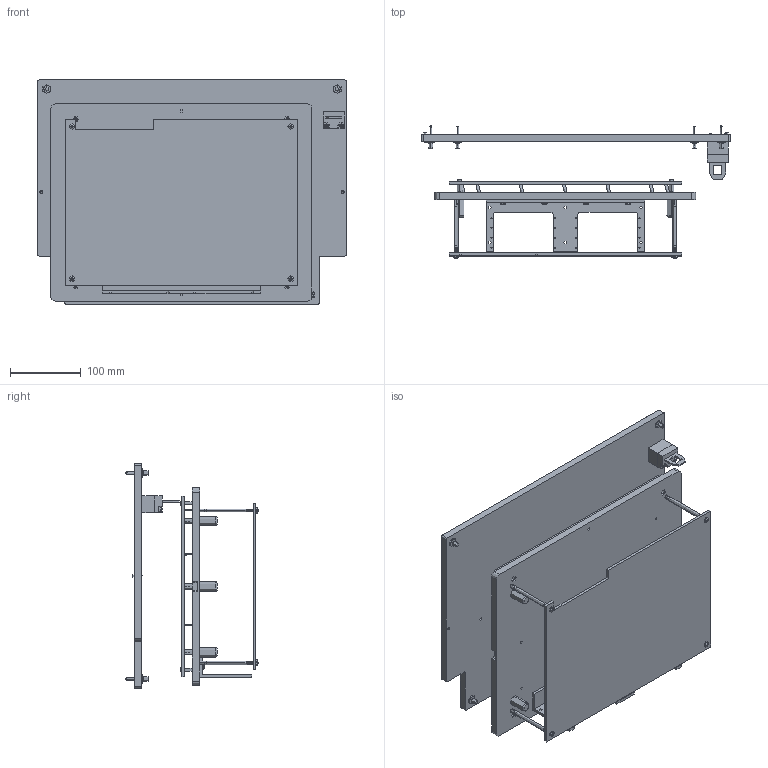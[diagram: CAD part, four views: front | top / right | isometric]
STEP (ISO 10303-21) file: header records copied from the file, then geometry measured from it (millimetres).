
FILE_DESCRIPTION (( 'STEP AP214' ), '1' );
FILE_NAME ('18958~0.STEP', '2021-07-12T11:07:01', ( '' ), ( '' ), 'SwSTEP 2.0', 'SolidWorks 2018', '' );
FILE_SCHEMA (( 'AUTOMOTIVE_DESIGN' ));
Length unit declared in the file: millimetre
Products named in the file (84): 13707~3; 1584~0; 3827~0; 20822~0; 3275~0; 2212~3; 18960~1; DIN7991~n; DIN912~n; 16182~0; DIN6325~n; 2196~6; 2229~6; 18961~1; 18958~0; 18962~3; 13712~1; 1584~0_19mm<Standard>; 12436~0; 18959~0; DIN912~n_M04,0x035; DIN6325~n_04,0m6x014; DIN7991~n_M04,0x010; DIN7991~n_M04,0x016
Assembly tree (78 placements, depth 2):
  13707~3
  20822~0
  3275~0
  2212~3
  18960~1
Bounding box: 438 x 187.32 x 318 mm (x, y, z)
Volume: 3094045.1 mm3; surface area: 918865.5 mm2
Topology: 63 solids, 63 shells, 2225 faces, 5566 edges, 3526 vertices
Faces by surface type: cylinder 915, cone 688, plane 484, torus 84, bspline 30, sphere 24
Entity records: 30759 total; most frequent: CARTESIAN_POINT 9396, DIRECTION 4344, ORIENTED_EDGE 3580, EDGE_CURVE 1790, AXIS2_PLACEMENT_3D 1778, VERTEX_POINT 1155, CIRCLE 980, EDGE_LOOP 915
